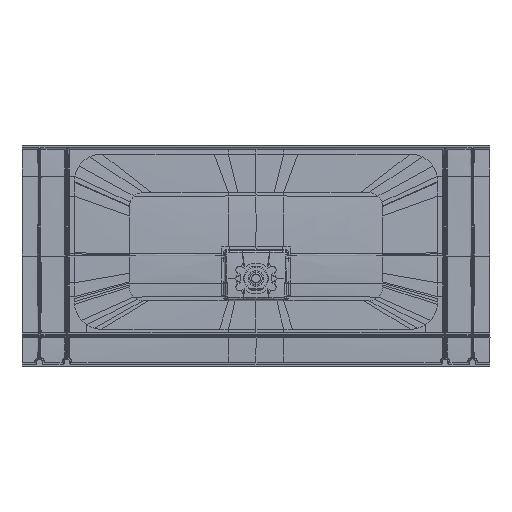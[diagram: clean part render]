
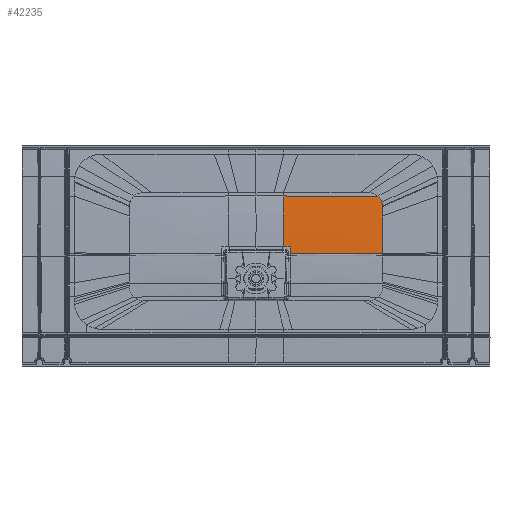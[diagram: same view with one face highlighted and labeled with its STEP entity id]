
A CAD part, front view. The second image highlights one B-rep face of the part: STEP entity #42235.
In plain terms, the highlighted free-form (B-spline) face has degree [3, 3] with [4, 4] control points.
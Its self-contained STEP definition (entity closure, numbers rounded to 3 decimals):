
#8845=CARTESIAN_POINT('',(442.971,-19.367,255.089));
#8995=CARTESIAN_POINT('',(99.702,3556.9,28.759));
#8996=DIRECTION('',(-1.,0.,0.));
#8997=DIRECTION('',(0.,-1.,0.012));
#8998=AXIS2_PLACEMENT_3D('',#8995,#8996,#8997);
#9000=CARTESIAN_POINT('',(100.082,-20.844,255.463));
#9001=CARTESIAN_POINT('',(214.39,-20.844,255.463));
#9002=CARTESIAN_POINT('',(328.688,-20.284,255.312));
#9003=CARTESIAN_POINT('',(442.971,-19.367,255.089));
#9005=CARTESIAN_POINT('',(442.971,-19.367,255.089));
#9006=CARTESIAN_POINT('',(443.745,-19.387,254.41));
#9007=CARTESIAN_POINT('',(445.235,-19.427,253.022));
#9008=CARTESIAN_POINT('',(447.304,-19.49,250.848));
#9009=CARTESIAN_POINT('',(449.205,-19.555,248.597));
#9010=CARTESIAN_POINT('',(450.994,-19.624,246.203));
#9011=CARTESIAN_POINT('',(452.618,-19.696,243.73));
#9012=CARTESIAN_POINT('',(454.105,-19.771,241.139));
#9013=CARTESIAN_POINT('',(455.408,-19.848,238.516));
#9014=CARTESIAN_POINT('',(456.577,-19.928,235.77));
#9015=CARTESIAN_POINT('',(457.258,-19.983,233.865));
#9016=CARTESIAN_POINT('',(457.572,-20.012,232.892));
#9018=CARTESIAN_POINT('',(457.572,-20.012,232.892));
#9019=CARTESIAN_POINT('',(457.856,-20.038,232.014));
#9020=CARTESIAN_POINT('',(458.375,-20.09,230.244));
#9021=CARTESIAN_POINT('',(459.006,-20.169,227.547));
#9022=CARTESIAN_POINT('',(459.487,-20.25,224.82));
#9023=CARTESIAN_POINT('',(459.817,-20.332,222.069));
#9024=CARTESIAN_POINT('',(459.934,-20.388,220.227));
#9025=CARTESIAN_POINT('',(459.967,-20.416,219.303));
#9027=CARTESIAN_POINT('',(459.967,-20.416,219.303));
#9028=CARTESIAN_POINT('',(459.975,-20.422,219.103));
#9029=CARTESIAN_POINT('',(459.987,-20.434,218.702));
#9030=CARTESIAN_POINT('',(459.998,-20.453,218.101));
#9031=CARTESIAN_POINT('',(460.,-20.465,217.7));
#9032=CARTESIAN_POINT('',(460.,-20.471,217.5));
#9034=CARTESIAN_POINT('',(460.,-20.471,217.5));
#9035=CARTESIAN_POINT('',(460.004,-20.587,213.691));
#9036=CARTESIAN_POINT('',(460.009,-20.815,206.044));
#9037=CARTESIAN_POINT('',(459.994,-21.141,194.48));
#9038=CARTESIAN_POINT('',(459.997,-21.349,186.71));
#9039=CARTESIAN_POINT('',(460.,-21.449,182.81));
#9041=CARTESIAN_POINT('',(460.,-21.449,182.81));
#9042=CARTESIAN_POINT('',(459.999,-21.845,167.516));
#9043=CARTESIAN_POINT('',(459.997,-22.541,136.928));
#9044=CARTESIAN_POINT('',(459.997,-23.3,91.053));
#9045=CARTESIAN_POINT('',(459.998,-23.617,60.473));
#9046=CARTESIAN_POINT('',(459.999,-23.727,45.186));
#9048=CARTESIAN_POINT('',(125.111,-27.962,45.151));
#9049=CARTESIAN_POINT('',(236.753,-27.776,45.157));
#9050=CARTESIAN_POINT('',(348.391,-26.348,45.197));
#9051=CARTESIAN_POINT('',(459.999,-23.727,45.186));
#9549=CARTESIAN_POINT('',(100.068,-27.78,70.249));
#9550=CARTESIAN_POINT('',(108.415,-27.78,70.249));
#9551=CARTESIAN_POINT('',(116.763,-27.773,70.247));
#9552=CARTESIAN_POINT('',(125.11,-27.758,70.247));
#9554=CARTESIAN_POINT('',(125.11,-27.758,70.247));
#9555=CARTESIAN_POINT('',(125.11,-27.855,61.882));
#9556=CARTESIAN_POINT('',(125.111,-27.923,53.517));
#9557=CARTESIAN_POINT('',(125.111,-27.962,45.151));
#19165=VERTEX_POINT('',#8845);
#19166=CARTESIAN_POINT('',(457.572,-20.012,
232.892));
#19167=VERTEX_POINT('',#19166);
#19169=CARTESIAN_POINT('',(459.967,-20.416,
219.303));
#19170=VERTEX_POINT('',#19169);
#19172=CARTESIAN_POINT('',(460.,-20.471,
217.5));
#19173=VERTEX_POINT('',#19172);
#19174=CARTESIAN_POINT('',(460.,-21.449,
182.81));
#19175=VERTEX_POINT('',#19174);
#19177=CARTESIAN_POINT('',(459.999,-23.727,
45.186));
#19178=VERTEX_POINT('',#19177);
#19300=CARTESIAN_POINT('',(100.068,-27.78,
70.249));
#19301=VERTEX_POINT('',#19300);
#19302=CARTESIAN_POINT('',(100.082,-20.844,
255.463));
#19303=VERTEX_POINT('',#19302);
#19304=VERTEX_POINT('',#9048);
#19305=VERTEX_POINT('',#9554);
#42202=CARTESIAN_POINT('',(463.522,-19.125,
257.148));
#42203=CARTESIAN_POINT('',(463.673,-21.649,
185.838));
#42204=CARTESIAN_POINT('',(463.758,-23.158,
114.464));
#42205=CARTESIAN_POINT('',(463.775,-23.653,
43.085));
#42206=CARTESIAN_POINT('',(341.186,-20.115,
257.398));
#42207=CARTESIAN_POINT('',(341.31,-23.866,
186.034));
#42208=CARTESIAN_POINT('',(341.368,-26.014,
114.568));
#42209=CARTESIAN_POINT('',(341.363,-26.558,
43.096));
#42210=CARTESIAN_POINT('',(218.832,-20.723,
257.569));
#42211=CARTESIAN_POINT('',(218.902,-25.307,
186.155));
#42212=CARTESIAN_POINT('',(218.929,-27.741,
114.604));
#42213=CARTESIAN_POINT('',(218.916,-28.02,
43.045));
#42214=CARTESIAN_POINT('',(96.469,-20.711,
257.566));
#42215=CARTESIAN_POINT('',(96.467,-25.278,
186.153));
#42216=CARTESIAN_POINT('',(96.466,-27.706,
114.604));
#42217=CARTESIAN_POINT('',(96.467,-27.991,
43.046));
#42218=B_SPLINE_SURFACE_WITH_KNOTS('',3,3,((#42202,#42203,#42204,#42205),
(#42206,#42207,#42208,#42209),(#42210,#42211,#42212,#42213),(#42214,#42215,
#42216,#42217)),.UNSPECIFIED.,.F.,.F.,.F.,(4,4),(4,4),(0.384,
1.006),(0.244,0.981),.UNSPECIFIED.);
#42220=ORIENTED_EDGE('',*,*,#42219,.F.);
#42222=ORIENTED_EDGE('',*,*,#42221,.F.);
#42224=ORIENTED_EDGE('',*,*,#42223,.F.);
#42226=ORIENTED_EDGE('',*,*,#42225,.T.);
#42227=ORIENTED_EDGE('',*,*,#42196,.T.);
#42228=ORIENTED_EDGE('',*,*,#41953,.T.);
#42229=ORIENTED_EDGE('',*,*,#41918,.T.);
#42230=ORIENTED_EDGE('',*,*,#41883,.T.);
#42231=ORIENTED_EDGE('',*,*,#41848,.T.);
#42232=ORIENTED_EDGE('',*,*,#41813,.T.);
#42233=EDGE_LOOP('',(#42220,#42222,#42224,#42226,#42227,#42228,#42229,#42230,
#42231,#42232));
#42234=FACE_OUTER_BOUND('',#42233,.F.);
#42235=ADVANCED_FACE('',(#42234),#42218,.T.);
#8999=CIRCLE('',#8998,3584.92);
#9004=B_SPLINE_CURVE_WITH_KNOTS('',3,(#9000,#9001,#9002,#9003),.UNSPECIFIED.,
.F.,.F.,(4,4),(0.,1.),.UNSPECIFIED.);
#9017=B_SPLINE_CURVE_WITH_KNOTS('',3,(#9005,#9006,#9007,#9008,#9009,#9010,#9011,
#9012,#9013,#9014,#9015,#9016),.UNSPECIFIED.,.F.,.F.,(4,1,1,1,1,1,1,1,1,4),
(0.,0.111,0.222,0.333,0.444,
0.556,0.667,0.778,0.889,1.),
.UNSPECIFIED.);
#9026=B_SPLINE_CURVE_WITH_KNOTS('',3,(#9018,#9019,#9020,#9021,#9022,#9023,#9024,
#9025),.UNSPECIFIED.,.F.,.F.,(4,1,1,1,1,4),(0.,0.2,0.4,0.6,0.8,1.),
.UNSPECIFIED.);
#9033=B_SPLINE_CURVE_WITH_KNOTS('',3,(#9027,#9028,#9029,#9030,#9031,#9032),
.UNSPECIFIED.,.F.,.F.,(4,1,1,4),(0.,0.333,0.667,1.),
.UNSPECIFIED.);
#9040=B_SPLINE_CURVE_WITH_KNOTS('',3,(#9034,#9035,#9036,#9037,#9038,#9039),
.UNSPECIFIED.,.F.,.F.,(4,1,1,4),(0.,0.333,0.667,1.),
.UNSPECIFIED.);
#9047=B_SPLINE_CURVE_WITH_KNOTS('',3,(#9041,#9042,#9043,#9044,#9045,#9046),
.UNSPECIFIED.,.F.,.F.,(4,1,1,4),(0.,0.333,0.667,1.),
.UNSPECIFIED.);
#9052=B_SPLINE_CURVE_WITH_KNOTS('',3,(#9048,#9049,#9050,#9051),.UNSPECIFIED.,
.F.,.F.,(4,4),(0.,1.),.UNSPECIFIED.);
#9553=B_SPLINE_CURVE_WITH_KNOTS('',3,(#9549,#9550,#9551,#9552),.UNSPECIFIED.,
.F.,.F.,(4,4),(0.,1.),.UNSPECIFIED.);
#9558=B_SPLINE_CURVE_WITH_KNOTS('',3,(#9554,#9555,#9556,#9557),.UNSPECIFIED.,
.F.,.F.,(4,4),(0.,1.),.UNSPECIFIED.);
#41813=EDGE_CURVE('',#19175,#19178,#9047,.T.);
#41848=EDGE_CURVE('',#19173,#19175,#9040,.T.);
#41883=EDGE_CURVE('',#19170,#19173,#9033,.T.);
#41918=EDGE_CURVE('',#19167,#19170,#9026,.T.);
#41953=EDGE_CURVE('',#19165,#19167,#9017,.T.);
#42196=EDGE_CURVE('',#19303,#19165,#9004,.T.);
#42219=EDGE_CURVE('',#19304,#19178,#9052,.T.);
#42221=EDGE_CURVE('',#19305,#19304,#9558,.T.);
#42223=EDGE_CURVE('',#19301,#19305,#9553,.T.);
#42225=EDGE_CURVE('',#19301,#19303,#8999,.T.);
